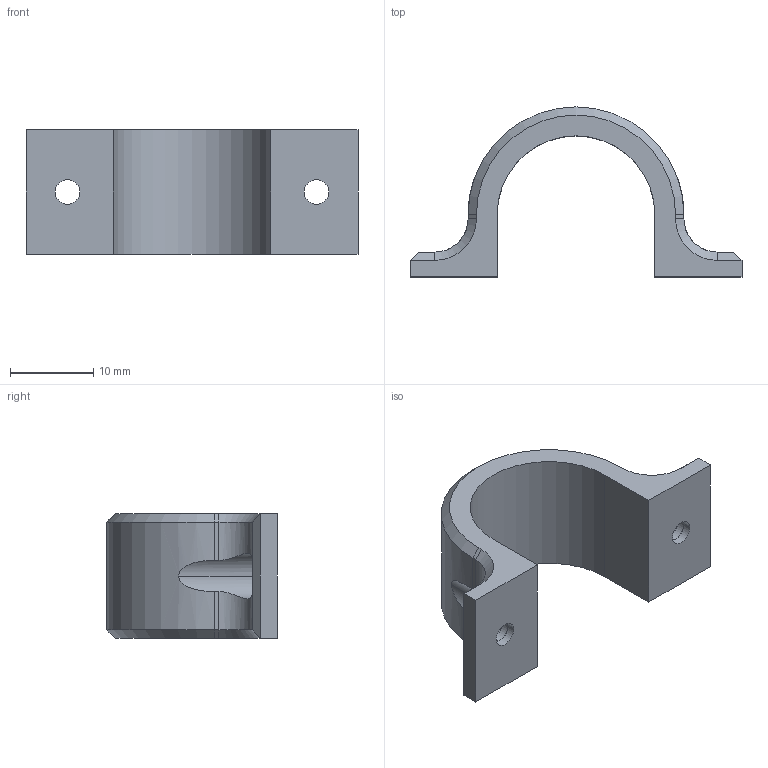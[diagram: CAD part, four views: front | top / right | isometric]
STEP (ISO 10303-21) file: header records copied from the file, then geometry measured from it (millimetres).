
FILE_DESCRIPTION((''),'2;1');
FILE_NAME('BEFESTIGUNG','2022-11-18T17:18:03',('kern'),(''),'CREO PARAMETRIC BY PTC INC, 2021164','CREO PARAMETRIC BY PTC INC, 2021164','');
FILE_SCHEMA(('CONFIG_CONTROL_DESIGN'));
Length unit declared in the file: millimetre
Products named in the file (1): BEFESTIGUNG
Bounding box: 40 x 20.5 x 15 mm (x, y, z)
Volume: 3165.2 mm3; surface area: 2424.3 mm2
Topology: 1 solids, 1 shells, 52 faces, 128 edges, 80 vertices
Faces by surface type: plane 28, cylinder 18, cone 6
Entity records: 1636 total; most frequent: CARTESIAN_POINT 344, DIRECTION 262, ORIENTED_EDGE 256, EDGE_CURVE 128, AXIS2_PLACEMENT_3D 90, VECTOR 82, LINE 82, VERTEX_POINT 80
